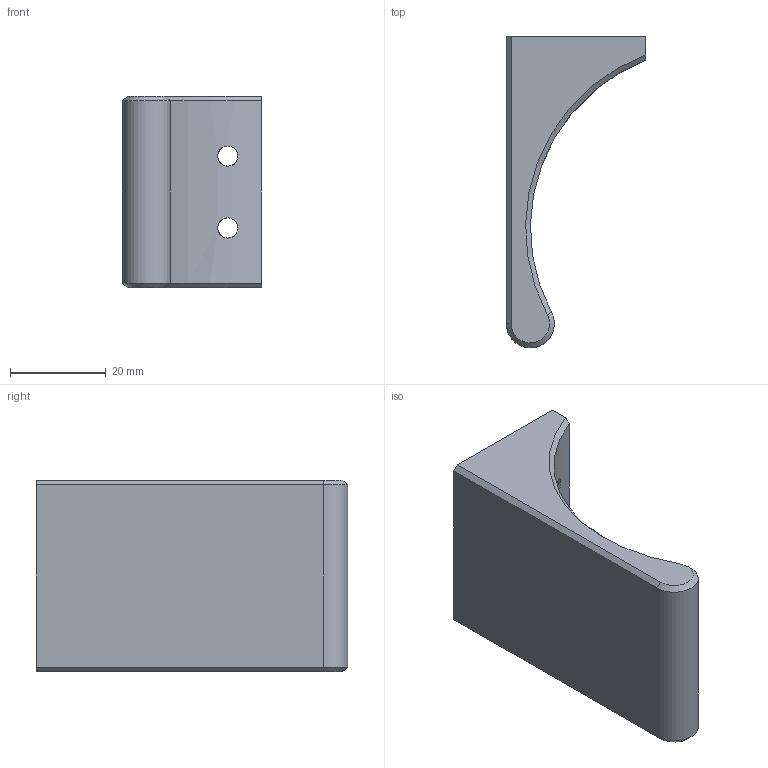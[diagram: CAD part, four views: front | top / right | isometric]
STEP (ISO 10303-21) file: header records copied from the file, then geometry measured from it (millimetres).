
FILE_DESCRIPTION(('FreeCAD Model'),'2;1');
FILE_NAME('Open CASCADE Shape Model','2024-12-20T13:45:25',(''),(''), 'Open CASCADE STEP processor 7.6','FreeCAD','Unknown');
FILE_SCHEMA(('AUTOMOTIVE_DESIGN { 1 0 10303 214 1 1 1 1 }'));
Length unit declared in the file: millimetre
Products named in the file (1): arc001
Bounding box: 29.04 x 65 x 40 mm (x, y, z)
Volume: 28688.1 mm3; surface area: 8480.2 mm2
Topology: 1 solids, 1 shells, 15 faces, 35 edges, 22 vertices
Faces by surface type: plane 7, cylinder 4, cone 4
Full cylindrical faces by diameter (mm): 4.2 x2
Entity records: 639 total; most frequent: CARTESIAN_POINT 255, DIRECTION 77, ORIENTED_EDGE 70, EDGE_CURVE 35, AXIS2_PLACEMENT_3D 28, VERTEX_POINT 22, LINE 21, VECTOR 21
